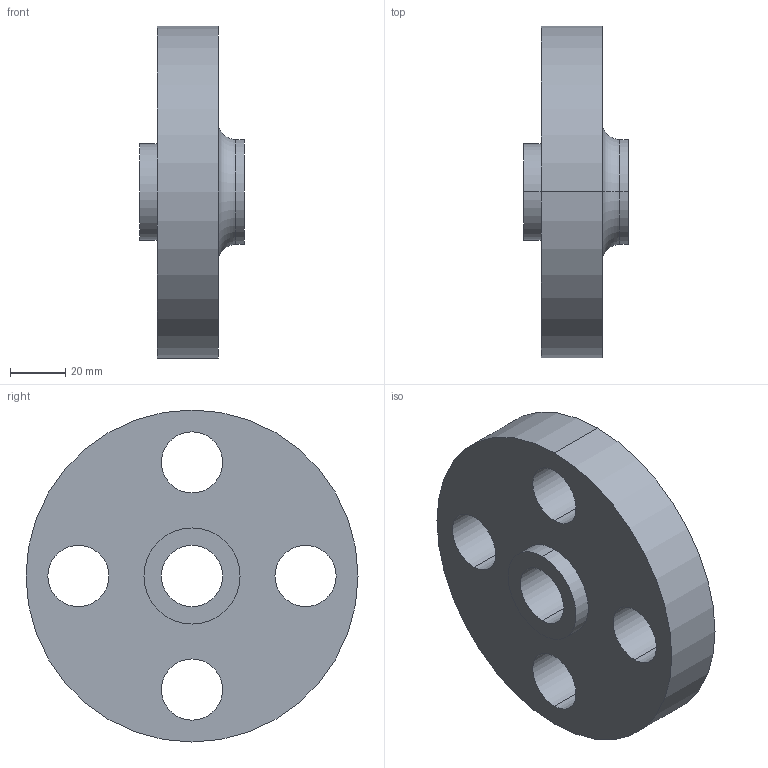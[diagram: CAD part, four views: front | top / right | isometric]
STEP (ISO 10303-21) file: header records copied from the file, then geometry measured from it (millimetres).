
FILE_DESCRIPTION (( 'STEP AP203' ), '1' );
FILE_NAME ('1_2_1500_B165_RF_SOF.STEP', '2024-01-12T03:17:15', ( '' ), ( '' ), 'SwSTEP 2.0', 'SolidWorks 2023', '' );
FILE_SCHEMA (( 'CONFIG_CONTROL_DESIGN' ));
Length unit declared in the file: inch
Products named in the file (1): 1_2_1500_B165_RF_SOF
Bounding box: 38.1 x 120.65 x 120.65 mm (x, y, z)
Volume: 222875.4 mm3; surface area: 37805.6 mm2
Topology: 1 solids, 1 shells, 22 faces, 52 edges, 34 vertices
Faces by surface type: cylinder 16, plane 4, torus 2
Entity records: 755 total; most frequent: DIRECTION 134, CARTESIAN_POINT 109, ORIENTED_EDGE 104, AXIS2_PLACEMENT_3D 59, EDGE_CURVE 52, CIRCLE 36, VERTEX_POINT 34, EDGE_LOOP 34
